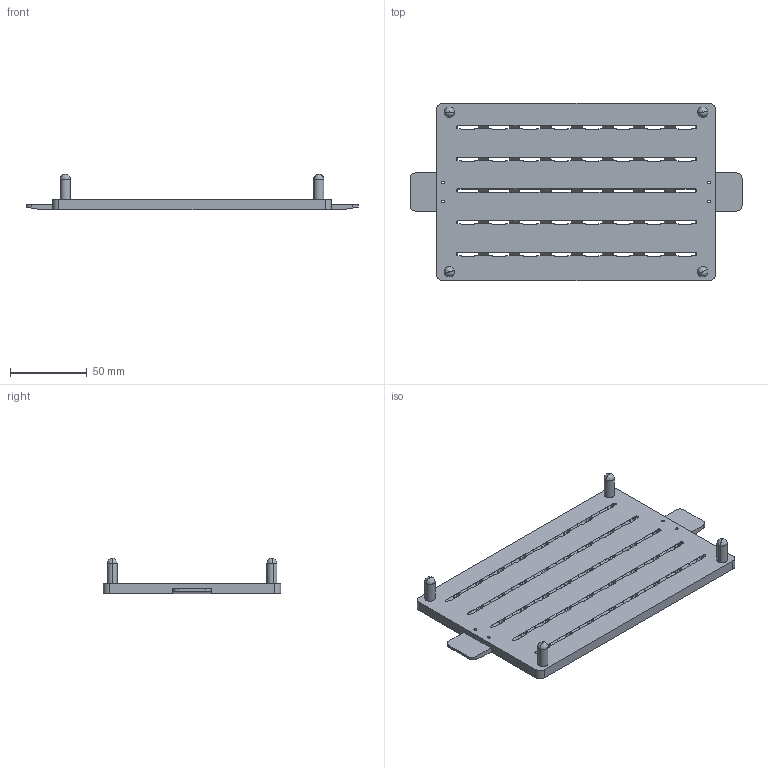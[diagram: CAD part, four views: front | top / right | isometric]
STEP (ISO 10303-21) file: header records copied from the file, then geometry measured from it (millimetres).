
FILE_DESCRIPTION(('FreeCAD Model'),'2;1');
FILE_NAME('Open CASCADE Shape Model','2025-05-09T16:48:53',('FreeCAD'),( 'FreeCAD'),'Open CASCADE STEP processor 7.6','FreeCAD','Unknown');
FILE_SCHEMA(('AUTOMOTIVE_DESIGN { 1 0 10303 214 1 1 1 1 }'));
Products named in the file (1): Open CASCADE STEP translator 7.6 1
Bounding box: 215.63 x 115.22 x 23.04 mm (x, y, z)
Volume: 110809.7 mm3; surface area: 60983.9 mm2
Topology: 7 solids, 7 shells, 1084 faces, 3158 edges, 2096 vertices
Faces by surface type: bspline 1084
Entity records: 34456 total; most frequent: CARTESIAN_POINT 17287, ORIENTED_EDGE 6300, EDGE_CURVE 3150, VERTEX_POINT 2096, B_SPLINE_CURVE_WITH_KNOTS 1824, FACE_BOUND 1134, EDGE_LOOP 1134, ADVANCED_FACE 1084
